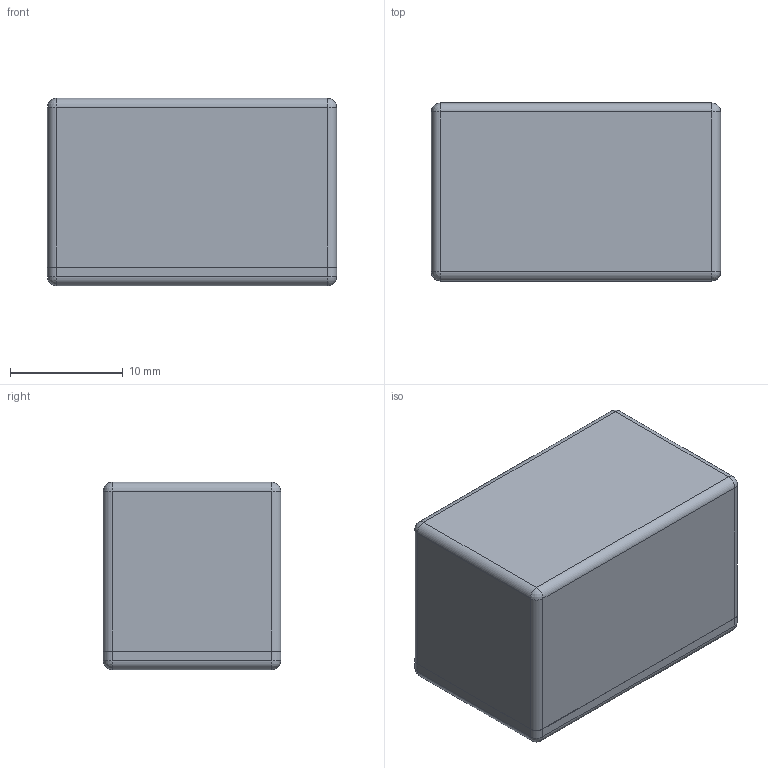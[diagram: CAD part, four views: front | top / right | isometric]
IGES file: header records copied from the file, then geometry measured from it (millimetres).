
Start section: SolidWorks IGES file using analytic representation for surfaces
Global section: file name: KM 03.IGS; native system: SolidWorks 2008; preprocessor: SolidWorks 2008; author: user; date: 081103.190454; units: millimetre
Bounding box: 25.7 x 15.8 x 16.65 mm (x, y, z)
Surface area: 3952.1 mm2 (no closed solid volume)
Topology: 0 solids, 0 shells, 46 faces, 224 edges, 216 vertices
Faces by surface type: revolution 24, bspline 22
